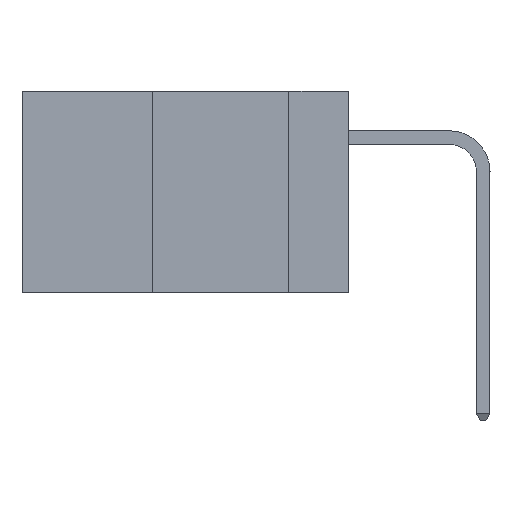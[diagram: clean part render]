
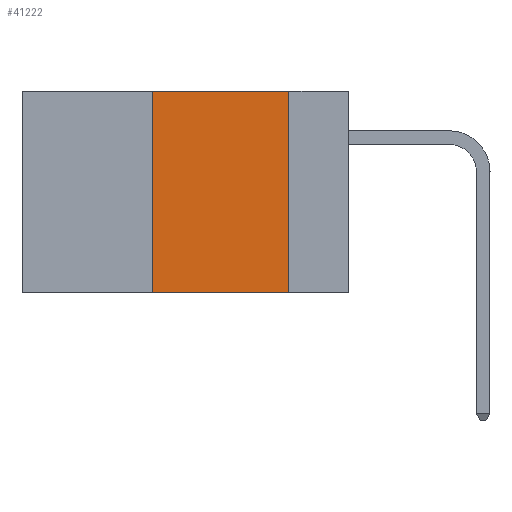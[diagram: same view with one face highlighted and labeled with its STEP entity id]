
A CAD part, left-side view. The second image highlights one B-rep face of the part: STEP entity #41222.
In plain terms, the highlighted planar face has unit normal (-1, 0, 0).
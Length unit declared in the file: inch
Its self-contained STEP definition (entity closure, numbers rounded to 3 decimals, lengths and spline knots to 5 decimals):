
#1328 = CARTESIAN_POINT ( 'NONE',  ( 0., 0.11, -0.37 ) ) ;
#5070 = CARTESIAN_POINT ( 'NONE',  ( 0., 0.6, -0.37 ) ) ;
#5757 = CARTESIAN_POINT ( 'NONE',  ( 0., 0.6, 0. ) ) ;
#6463 = FACE_OUTER_BOUND ( 'NONE', #6498, .T. ) ;
#6498 = EDGE_LOOP ( 'NONE', ( #20021, #15664, #11297, #21740 ) ) ;
#6672 = VERTEX_POINT ( 'NONE', #39383 ) ;
#6857 = LINE ( 'NONE', #8187, #25445 ) ;
#8187 = CARTESIAN_POINT ( 'NONE',  ( 0., 0.36, 0. ) ) ;
#8569 = DIRECTION ( 'NONE',  ( 0., -1., 0. ) ) ;
#9247 = DIRECTION ( 'NONE',  ( 0., -1., 0. ) ) ;
#10092 = VERTEX_POINT ( 'NONE', #15520 ) ;
#10425 = LINE ( 'NONE', #5757, #36175 ) ;
#11241 = VERTEX_POINT ( 'NONE', #1328 ) ;
#11297 = ORIENTED_EDGE ( 'NONE', *, *, #16957, .F. ) ;
#13472 = AXIS2_PLACEMENT_3D ( 'NONE', #13946, #17500, #41983 ) ;
#13946 = CARTESIAN_POINT ( 'NONE',  ( 0., 0.6, 0. ) ) ;
#15039 = DIRECTION ( 'NONE',  ( 0., 0., 1. ) ) ;
#15520 = CARTESIAN_POINT ( 'NONE',  ( 0., 0.36, -0.37 ) ) ;
#15664 = ORIENTED_EDGE ( 'NONE', *, *, #19242, .F. ) ;
#16885 = DIRECTION ( 'NONE',  ( 0., 0., -1. ) ) ;
#16957 = EDGE_CURVE ( 'NONE', #10092, #6672, #6857, .T. ) ;
#17500 = DIRECTION ( 'NONE',  ( 1., 0., 0. ) ) ;
#19242 = EDGE_CURVE ( 'NONE', #6672, #21589, #10425, .T. ) ;
#20021 = ORIENTED_EDGE ( 'NONE', *, *, #23096, .F. ) ;
#20389 = LINE ( 'NONE', #5070, #37909 ) ;
#21589 = VERTEX_POINT ( 'NONE', #32717 ) ;
#21740 = ORIENTED_EDGE ( 'NONE', *, *, #33108, .T. ) ;
#23096 = EDGE_CURVE ( 'NONE', #21589, #11241, #41876, .T. ) ;
#25445 = VECTOR ( 'NONE', #15039, 39.37008 ) ;
#32717 = CARTESIAN_POINT ( 'NONE',  ( 0., 0.11, 0. ) ) ;
#33108 = EDGE_CURVE ( 'NONE', #10092, #11241, #20389, .T. ) ;
#34927 = PLANE ( 'NONE',  #13472 ) ;
#36175 = VECTOR ( 'NONE', #9247, 39.37008 ) ;
#37909 = VECTOR ( 'NONE', #8569, 39.37008 ) ;
#39383 = CARTESIAN_POINT ( 'NONE',  ( 0., 0.36, 0. ) ) ;
#41222 = ADVANCED_FACE ( 'NONE', ( #6463 ), #34927, .F. ) ;
#41348 = CARTESIAN_POINT ( 'NONE',  ( 0., 0.11, 0. ) ) ;
#41876 = LINE ( 'NONE', #41348, #42945 ) ;
#41983 = DIRECTION ( 'NONE',  ( 0., 0., -1. ) ) ;
#42945 = VECTOR ( 'NONE', #16885, 39.37008 ) ;
